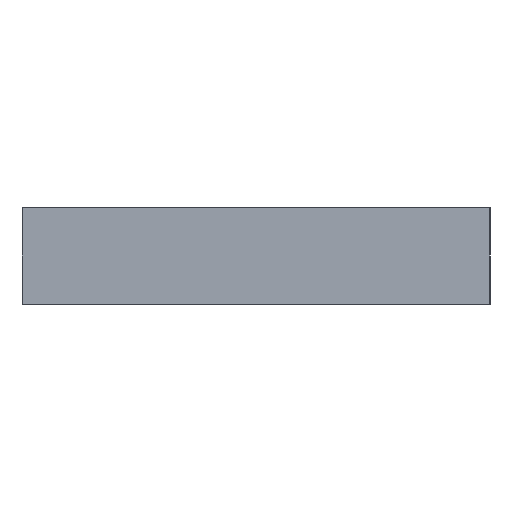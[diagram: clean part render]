
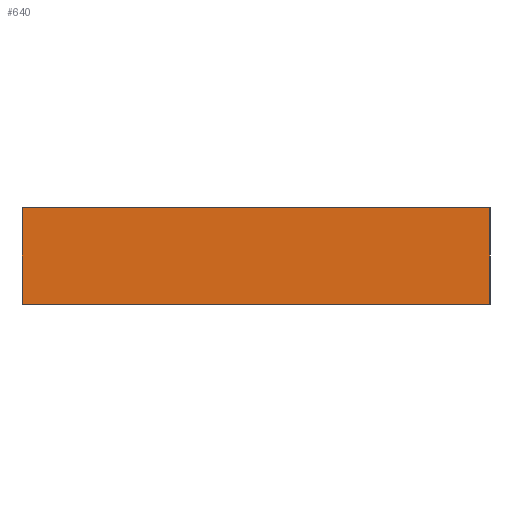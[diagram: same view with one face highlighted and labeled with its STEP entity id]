
A CAD part, left-side view. The second image highlights one B-rep face of the part: STEP entity #640.
In plain terms, the highlighted planar face has unit normal (-1, 0, 0).
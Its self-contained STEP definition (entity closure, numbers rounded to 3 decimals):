
#28=FACE_OUTER_BOUND('',#62,.T.);
#62=EDGE_LOOP('',(#475,#476,#477,#478));
#97=LINE('',#900,#187);
#122=LINE('',#950,#212);
#125=LINE('',#955,#215);
#126=LINE('',#956,#216);
#187=VECTOR('',#732,10.);
#212=VECTOR('',#773,10.);
#215=VECTOR('',#778,10.);
#216=VECTOR('',#779,10.);
#275=VERTEX_POINT('',#897);
#276=VERTEX_POINT('',#899);
#292=VERTEX_POINT('',#947);
#293=VERTEX_POINT('',#949);
#337=EDGE_CURVE('',#275,#276,#97,.T.);
#362=EDGE_CURVE('',#292,#293,#122,.T.);
#365=EDGE_CURVE('',#276,#292,#125,.T.);
#366=EDGE_CURVE('',#293,#275,#126,.T.);
#475=ORIENTED_EDGE('',*,*,#365,.F.);
#476=ORIENTED_EDGE('',*,*,#337,.F.);
#477=ORIENTED_EDGE('',*,*,#366,.F.);
#478=ORIENTED_EDGE('',*,*,#362,.F.);
#606=PLANE('',#689);
#640=ADVANCED_FACE('',(#28),#606,.T.);
#689=AXIS2_PLACEMENT_3D('',#954,#776,#777);
#732=DIRECTION('',(0.,-1.,0.));
#773=DIRECTION('',(0.,1.,0.));
#776=DIRECTION('center_axis',(-1.,0.,0.));
#777=DIRECTION('ref_axis',(0.,-1.,0.));
#778=DIRECTION('',(0.,0.,-1.));
#779=DIRECTION('',(0.,0.,1.));
#897=CARTESIAN_POINT('',(-30.,30.,10.));
#899=CARTESIAN_POINT('',(-30.,-43.,10.));
#900=CARTESIAN_POINT('',(-30.,-30.,10.));
#947=CARTESIAN_POINT('',(-30.,-43.,-5.));
#949=CARTESIAN_POINT('',(-30.,30.,-5.));
#950=CARTESIAN_POINT('',(-30.,-30.,-5.));
#954=CARTESIAN_POINT('Origin',(-30.,30.,0.));
#955=CARTESIAN_POINT('',(-30.,-43.,0.));
#956=CARTESIAN_POINT('',(-30.,30.,0.));
